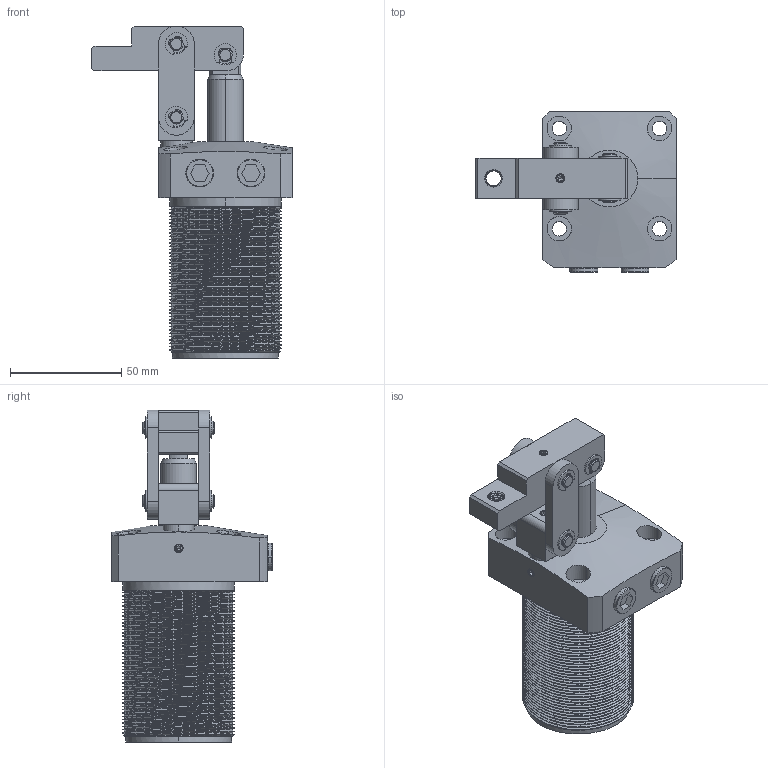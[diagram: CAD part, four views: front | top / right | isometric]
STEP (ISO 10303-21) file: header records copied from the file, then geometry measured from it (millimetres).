
FILE_DESCRIPTION (( 'STEP AP203' ), '1' );
FILE_NAME ('LHC01D-32L.STEP', '2021-01-20T06:46:00', ( 'User' ), ( 'china' ), 'SwSTEP 2.0', 'SolidWorks 2018', '' );
FILE_SCHEMA (( 'CONFIG_CONTROL_DESIGN' ));
Length unit declared in the file: millimetre
Products named in the file (40): 11; 12; 10; 6; LHC01D32L掛极; 7; 黑芛_4; LHC01D32活塞杆; 8; 5; 4; LHC01D-32L
Assembly tree (28 placements, depth 2):
  12
  10
  6
  12
  11
Bounding box: 90 x 72 x 149 mm (x, y, z)
Volume: 240769.4 mm3; surface area: 71284.5 mm2
Topology: 28 solids, 31 shells, 1534 faces, 4033 edges, 2579 vertices
Faces by surface type: cylinder 667, cone 653, plane 204, bspline 9, sphere 1
Entity records: 85798 total; most frequent: CARTESIAN_POINT 53596, ORIENTED_EDGE 6780, DIRECTION 4553, EDGE_CURVE 3390, VERTEX_POINT 2167, B_SPLINE_CURVE_WITH_KNOTS 1801, AXIS2_PLACEMENT_3D 1669, EDGE_LOOP 1333
